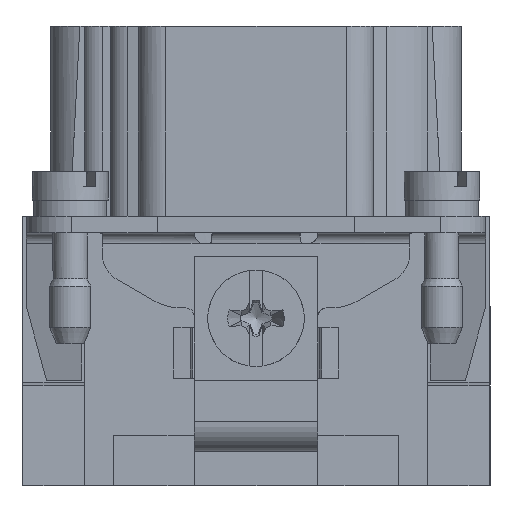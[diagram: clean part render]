
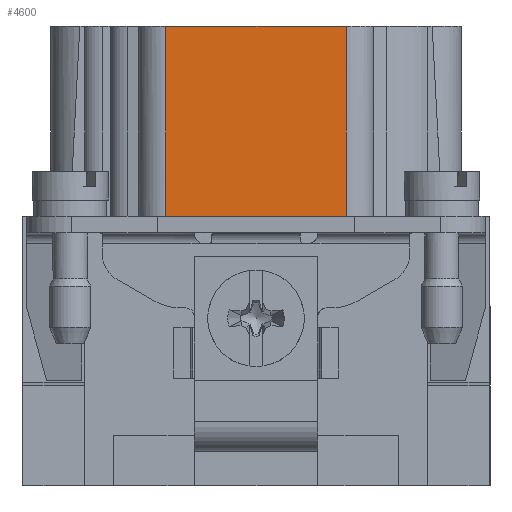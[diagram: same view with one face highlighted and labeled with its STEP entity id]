
A CAD part, left-side view. The second image highlights one B-rep face of the part: STEP entity #4600.
In plain terms, the highlighted planar face has unit normal (-1, 0, 0).
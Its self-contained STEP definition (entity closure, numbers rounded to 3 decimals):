
#4600=ADVANCED_FACE('',(#6706),#5815,.F.);
#5815=PLANE('',#28502);
#6706=FACE_OUTER_BOUND('',#8075,.T.);
#8075=EDGE_LOOP('',(#10599,#10600,#10601,#10602));
#10599=ORIENTED_EDGE('',*,*,#18030,.T.);
#10600=ORIENTED_EDGE('',*,*,#18546,.T.);
#10601=ORIENTED_EDGE('',*,*,#18454,.F.);
#10602=ORIENTED_EDGE('',*,*,#18547,.T.);
#15881=VERTEX_POINT('',#42843);
#15882=VERTEX_POINT('',#42845);
#16251=VERTEX_POINT('',#43916);
#16252=VERTEX_POINT('',#43917);
#18030=EDGE_CURVE('',#15882,#15881,#22924,.T.);
#18454=EDGE_CURVE('',#16251,#16252,#23138,.T.);
#18546=EDGE_CURVE('',#15881,#16252,#23210,.T.);
#18547=EDGE_CURVE('',#16251,#15882,#23211,.T.);
#22924=LINE('',#42844,#25109);
#23138=LINE('',#43915,#25323);
#23210=LINE('',#44085,#25395);
#23211=LINE('',#44086,#25396);
#25109=VECTOR('',#30413,1.);
#25323=VECTOR('',#31331,1.);
#25395=VECTOR('',#31507,1.);
#25396=VECTOR('',#31508,1.);
#28502=AXIS2_PLACEMENT_3D('',#44087,#31509,#31510);
#30413=DIRECTION('',(0.,-1.,0.));
#31331=DIRECTION('',(0.,-1.,0.));
#31507=DIRECTION('',(0.,0.,1.));
#31508=DIRECTION('',(0.,0.,-1.));
#31509=DIRECTION('',(1.,0.,0.));
#31510=DIRECTION('',(0.,0.,-1.));
#42843=CARTESIAN_POINT('',(-55.425,-6.55,1.2));
#42844=CARTESIAN_POINT('',(-55.425,8.55,1.2));
#42845=CARTESIAN_POINT('',(-55.425,6.55,1.2));
#43915=CARTESIAN_POINT('',(-55.425,8.55,15.));
#43916=CARTESIAN_POINT('',(-55.425,6.55,15.));
#43917=CARTESIAN_POINT('',(-55.425,-6.55,15.));
#44085=CARTESIAN_POINT('',(-55.425,-6.55,15.));
#44086=CARTESIAN_POINT('',(-55.425,6.55,15.));
#44087=CARTESIAN_POINT('',(-55.425,8.55,15.));
